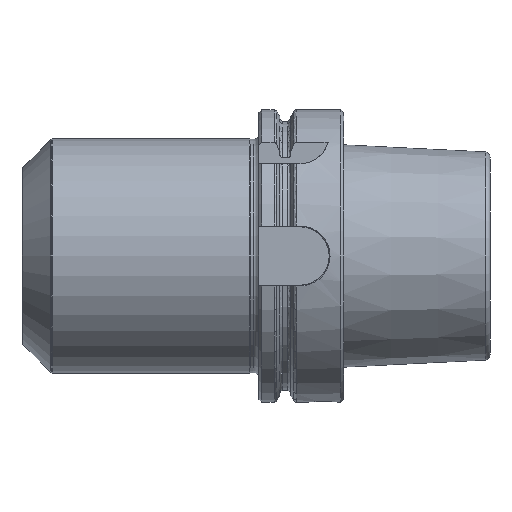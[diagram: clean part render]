
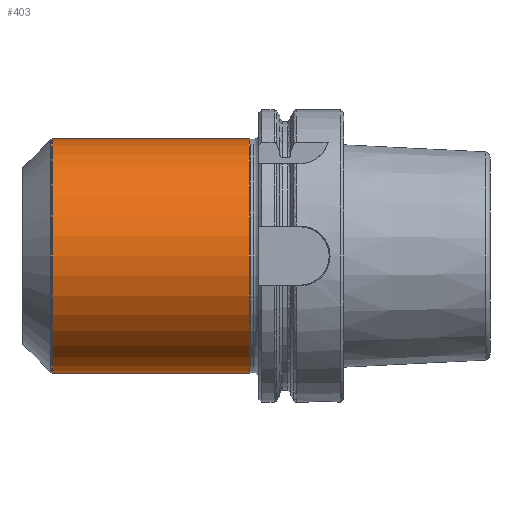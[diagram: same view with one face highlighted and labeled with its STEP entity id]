
A CAD part, front view. The second image highlights one B-rep face of the part: STEP entity #403.
In plain terms, the highlighted cylindrical face has radius 40 mm (diameter 80 mm), a full revolution.
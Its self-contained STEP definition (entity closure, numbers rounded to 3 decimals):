
#73=CYLINDRICAL_SURFACE('',#1531,40.);
#304=FACE_BOUND('',#587,.T.);
#305=FACE_BOUND('',#588,.T.);
#403=ADVANCED_FACE('',(#304,#305),#73,.T.);
#587=EDGE_LOOP('',(#973));
#588=EDGE_LOOP('',(#974));
#973=ORIENTED_EDGE('',*,*,#1320,.T.);
#974=ORIENTED_EDGE('',*,*,#1321,.F.);
#1127=VERTEX_POINT('',#2971);
#1128=VERTEX_POINT('',#2973);
#1320=EDGE_CURVE('',#1127,#1127,#1386,.T.);
#1321=EDGE_CURVE('',#1128,#1128,#1387,.T.);
#1386=CIRCLE('',#1529,40.);
#1387=CIRCLE('',#1530,40.);
#1529=AXIS2_PLACEMENT_3D('',#2970,#1859,#1860);
#1530=AXIS2_PLACEMENT_3D('',#2972,#1861,#1862);
#1531=AXIS2_PLACEMENT_3D('',#2974,#1863,#1864);
#1859=DIRECTION('',(1.,0.,0.));
#1860=DIRECTION('',(0.,0.,1.));
#1861=DIRECTION('',(1.,0.,0.));
#1862=DIRECTION('',(0.,0.,1.));
#1863=DIRECTION('',(-1.,0.,0.));
#1864=DIRECTION('',(0.,0.,1.));
#2970=CARTESIAN_POINT('',(10.347,0.,0.));
#2971=CARTESIAN_POINT('',(10.347,0.,40.));
#2972=CARTESIAN_POINT('',(77.727,0.,0.));
#2973=CARTESIAN_POINT('',(77.727,0.,40.));
#2974=CARTESIAN_POINT('',(0.,0.,0.));
